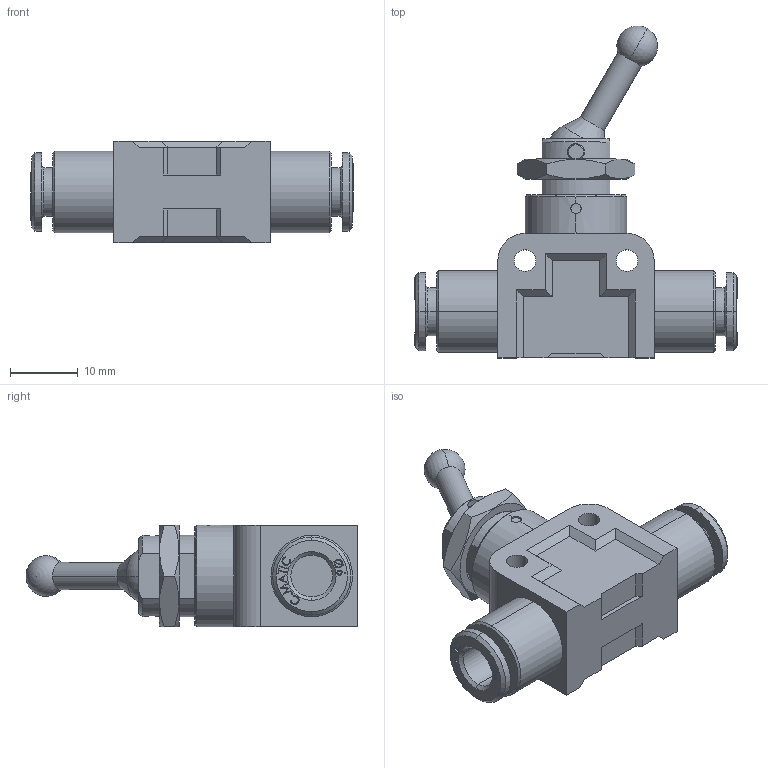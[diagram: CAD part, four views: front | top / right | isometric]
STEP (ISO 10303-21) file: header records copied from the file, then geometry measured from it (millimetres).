
FILE_DESCRIPTION(( 'MV.48.3V.06.STEP' ), '1');
FILE_NAME( 'MV.48.3V.06.STEP', '2019-06-20T08:51:25',( 'Sopra'),('sopra-pneumatic.com'), 'SwSTEP 2.0','SolidWorks 2009','' );
FILE_SCHEMA (( 'CONFIG_CONTROL_DESIGN' ));
Length unit declared in the file: millimetre
Products named in the file (1): 04383030-3
Bounding box: 47.4 x 48.82 x 15 mm (x, y, z)
Volume: 9436.8 mm3; surface area: 5150.6 mm2
Topology: 1 solids, 5 shells, 371 faces, 955 edges, 627 vertices
Faces by surface type: plane 187, bspline 86, cylinder 58, cone 36, sphere 2, torus 2
Entity records: 19210 total; most frequent: CARTESIAN_POINT 10728, ORIENTED_EDGE 1900, DIRECTION 1407, EDGE_CURVE 950, VERTEX_POINT 624, VECTOR 581, LINE 581, EDGE_LOOP 414
